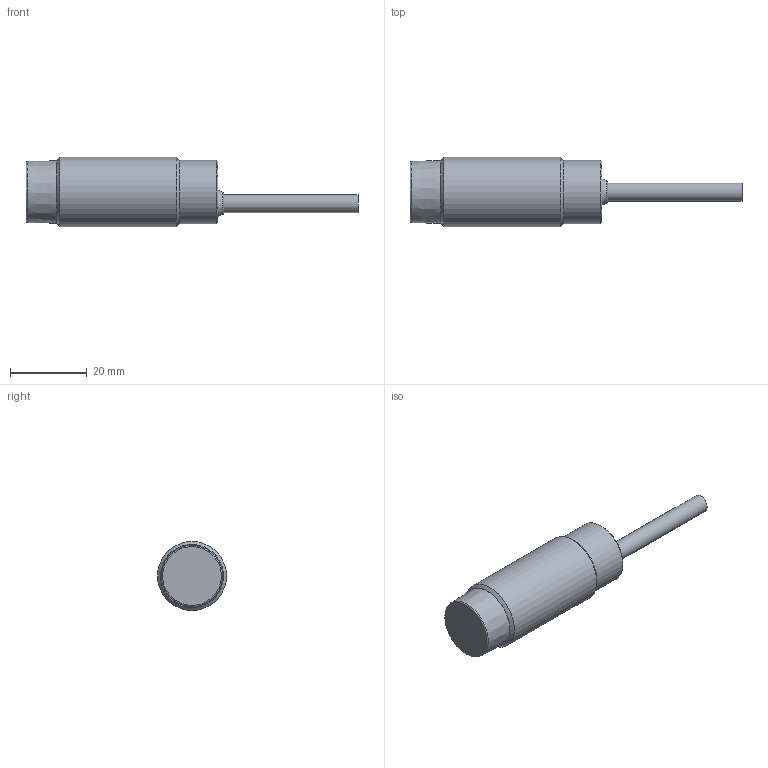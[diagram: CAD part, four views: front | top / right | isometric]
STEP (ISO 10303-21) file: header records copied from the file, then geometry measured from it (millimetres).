
FILE_DESCRIPTION( ( 'Unknown' ), '1' );
FILE_NAME( 'AK1_2A_fig.stp', 'Unknown', ( 'Unknown' ), ( 'Unknown' ), 'PSStep 16.0.42', 'Unknown', ' ' );
FILE_SCHEMA( ( 'AUTOMOTIVE_DESIGN { 1 0 10303 214 1 1 1 1 }' ) );
Length unit declared in the file: millimetre
Products named in the file (5): Assem1
Assembly tree (4 placements, depth 2):
  Assem1
    (unnamed)
    (unnamed)
    (unnamed)
    (unnamed)
Bounding box: 86.5 x 18 x 18 mm (x, y, z)
Volume: 12534.1 mm3; surface area: 4724.4 mm2
Topology: 4 solids, 4 shells, 21 faces, 32 edges, 21 vertices
Faces by surface type: plane 10, cone 5, cylinder 4, torus 2
Full cylindrical faces by diameter (mm): 4.7 x2, 16.5 x1, 18 x1
Entity records: 469 total; most frequent: DIRECTION 86, CARTESIAN_POINT 60, AXIS2_PLACEMENT_3D 43, EDGE_LOOP 34, ORIENTED_EDGE 34, FACE_OUTER_BOUND 27, ADVANCED_FACE 21, EDGE_CURVE 17
